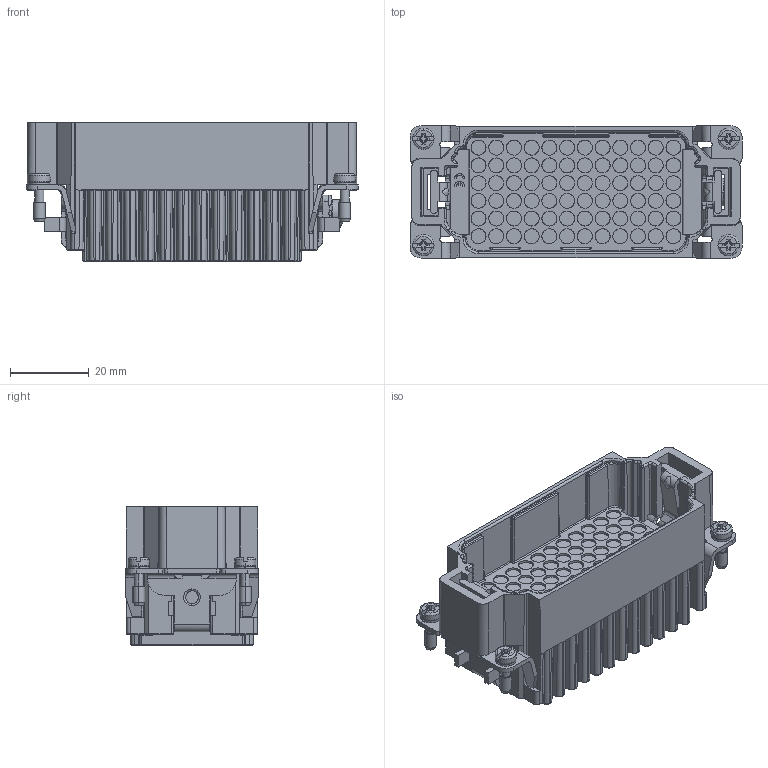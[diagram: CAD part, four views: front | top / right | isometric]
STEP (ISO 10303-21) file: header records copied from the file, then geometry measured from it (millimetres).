
FILE_DESCRIPTION (( 'STEP AP203' ), '1' );
FILE_NAME ('ZP-MC16B-1-MC072-2.STEP', '2023-07-06T15:48:23', ( '' ), ( '' ), 'SwSTEP 2.0', 'SolidWorks 2021', '' );
FILE_SCHEMA (( 'CONFIG_CONTROL_DESIGN' ));
Products named in the file (1): ZP-MC16B-1-MC072-2
Bounding box: 84.3 x 33.6 x 35.2 mm (x, y, z)
Volume: 44718 mm3; surface area: 22359.4 mm2
Topology: 1 solids, 6 shells, 2188 faces, 5324 edges, 3247 vertices
Faces by surface type: plane 746, cylinder 703, bspline 393, cone 341, torus 5
Entity records: 98631 total; most frequent: CARTESIAN_POINT 54125, ORIENTED_EDGE 10564, DIRECTION 6688, EDGE_CURVE 5282, VERTEX_POINT 3247, B_SPLINE_CURVE_WITH_KNOTS 2507, EDGE_LOOP 2367, VECTOR 2310
